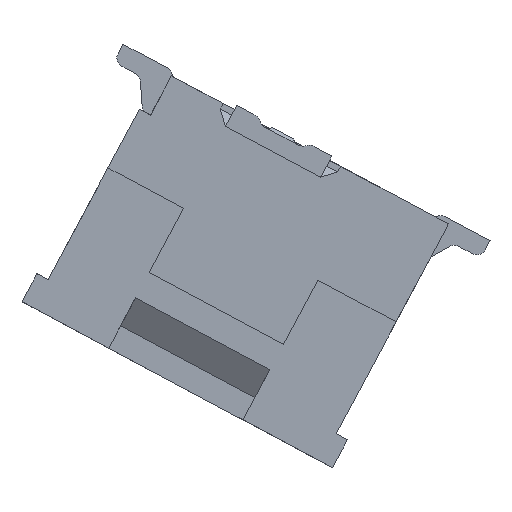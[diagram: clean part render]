
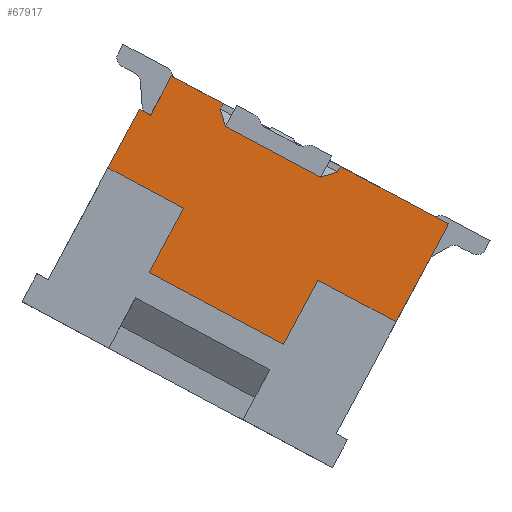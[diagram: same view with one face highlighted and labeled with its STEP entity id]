
A CAD part, front view. The second image highlights one B-rep face of the part: STEP entity #67917.
In plain terms, the highlighted planar face has unit normal (0, -1, 0).
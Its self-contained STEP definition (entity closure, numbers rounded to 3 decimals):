
#212 = VECTOR ( 'NONE', #692, 1000. ) ;
#692 = DIRECTION ( 'NONE',  ( -0.471, 0., -0.882 ) ) ;
#887 = AXIS2_PLACEMENT_3D ( 'NONE', #27389, #89208, #34941 ) ;
#1100 = ORIENTED_EDGE ( 'NONE', *, *, #79951, .F. ) ;
#1122 = LINE ( 'NONE', #30237, #89034 ) ;
#1402 = LINE ( 'NONE', #89043, #212 ) ;
#3866 = CARTESIAN_POINT ( 'NONE',  ( 4.924, -2.2, 0.639 ) ) ;
#4027 = VERTEX_POINT ( 'NONE', #69316 ) ;
#4267 = CARTESIAN_POINT ( 'NONE',  ( 10.331, -2.2, -0.171 ) ) ;
#4717 = VECTOR ( 'NONE', #17236, 1000. ) ;
#4956 = EDGE_CURVE ( 'NONE', #77188, #66396, #62826, .T. ) ;
#4963 = CARTESIAN_POINT ( 'NONE',  ( 6.741, -2.2, 1.652 ) ) ;
#5394 = VERTEX_POINT ( 'NONE', #48267 ) ;
#5817 = ORIENTED_EDGE ( 'NONE', *, *, #25930, .F. ) ;
#7041 = ORIENTED_EDGE ( 'NONE', *, *, #37327, .F. ) ;
#7067 = CARTESIAN_POINT ( 'NONE',  ( 7.689, -2.2, -2.143 ) ) ;
#7097 = VECTOR ( 'NONE', #69509, 1000. ) ;
#7540 = LINE ( 'NONE', #19111, #7097 ) ;
#8499 = EDGE_CURVE ( 'NONE', #20205, #80922, #41362, .T. ) ;
#9260 = DIRECTION ( 'NONE',  ( -0.882, 0., 0.471 ) ) ;
#9641 = VERTEX_POINT ( 'NONE', #10315 ) ;
#9828 = LINE ( 'NONE', #39126, #10857 ) ;
#10315 = CARTESIAN_POINT ( 'NONE',  ( 5.419, -2.2, 1.565 ) ) ;
#10857 = VECTOR ( 'NONE', #40314, 1000. ) ;
#12054 = ORIENTED_EDGE ( 'NONE', *, *, #8499, .F. ) ;
#13224 = LINE ( 'NONE', #56127, #43310 ) ;
#14485 = VERTEX_POINT ( 'NONE', #28962 ) ;
#15511 = DIRECTION ( 'NONE',  ( 0.471, 0., 0.882 ) ) ;
#16750 = VERTEX_POINT ( 'NONE', #27154 ) ;
#17236 = DIRECTION ( 'NONE',  ( -0.471, 0., -0.882 ) ) ;
#17682 = VERTEX_POINT ( 'NONE', #83121 ) ;
#17883 = CARTESIAN_POINT ( 'NONE',  ( 8.232, -2.2, -1.129 ) ) ;
#19111 = CARTESIAN_POINT ( 'NONE',  ( 5.838, -2.2, 2.134 ) ) ;
#19823 = CARTESIAN_POINT ( 'NONE',  ( 5.573, -2.2, -1.012 ) ) ;
#20205 = VERTEX_POINT ( 'NONE', #76265 ) ;
#20477 = PLANE ( 'NONE',  #887 ) ;
#20990 = LINE ( 'NONE', #84101, #21297 ) ;
#21297 = VECTOR ( 'NONE', #43029, 1000. ) ;
#23054 = LINE ( 'NONE', #56790, #82866 ) ;
#25930 = EDGE_CURVE ( 'NONE', #66396, #57531, #44155, .T. ) ;
#26975 = VECTOR ( 'NONE', #78961, 1000. ) ;
#27154 = CARTESIAN_POINT ( 'NONE',  ( 5.926, -2.2, 2.088 ) ) ;
#27389 = CARTESIAN_POINT ( 'NONE',  ( 3.615, -2.2, -1.593 ) ) ;
#28962 = CARTESIAN_POINT ( 'NONE',  ( 6.776, -2.2, 1.293 ) ) ;
#30237 = CARTESIAN_POINT ( 'NONE',  ( 8.598, -2.2, 0.671 ) ) ;
#30855 = ORIENTED_EDGE ( 'NONE', *, *, #83874, .F. ) ;
#32261 = CARTESIAN_POINT ( 'NONE',  ( 8.546, -2.2, 0.574 ) ) ;
#32424 = DIRECTION ( 'NONE',  ( -0.882, 0., 0.471 ) ) ;
#33379 = ORIENTED_EDGE ( 'NONE', *, *, #4956, .F. ) ;
#34385 = VECTOR ( 'NONE', #15511, 1000. ) ;
#34715 = EDGE_CURVE ( 'NONE', #9641, #39325, #20990, .T. ) ;
#34941 = DIRECTION ( 'NONE',  ( 1., 0., 0. ) ) ;
#35165 = EDGE_CURVE ( 'NONE', #40929, #4027, #1122, .T. ) ;
#35917 = EDGE_CURVE ( 'NONE', #16750, #88732, #7540, .T. ) ;
#36226 = CARTESIAN_POINT ( 'NONE',  ( 8.556, -2.2, 0.577 ) ) ;
#37327 = EDGE_CURVE ( 'NONE', #80922, #73963, #23054, .T. ) ;
#37629 = EDGE_CURVE ( 'NONE', #5394, #40929, #86637, .T. ) ;
#38402 = DIRECTION ( 'NONE',  ( -0.471, 0., -0.882 ) ) ;
#38890 = ORIENTED_EDGE ( 'NONE', *, *, #35165, .F. ) ;
#39040 = CARTESIAN_POINT ( 'NONE',  ( 5.838, -2.2, 2.134 ) ) ;
#39126 = CARTESIAN_POINT ( 'NONE',  ( 7.732, -2.2, -2.166 ) ) ;
#39325 = VERTEX_POINT ( 'NONE', #78777 ) ;
#40314 = DIRECTION ( 'NONE',  ( -0.882, 0., 0.471 ) ) ;
#40362 = LINE ( 'NONE', #39040, #70240 ) ;
#40929 = VERTEX_POINT ( 'NONE', #32261 ) ;
#41264 = DIRECTION ( 'NONE',  ( 0.29, 0., -0.957 ) ) ;
#41362 = LINE ( 'NONE', #45654, #43420 ) ;
#42354 = ORIENTED_EDGE ( 'NONE', *, *, #53576, .F. ) ;
#43029 = DIRECTION ( 'NONE',  ( 0.882, 0., -0.471 ) ) ;
#43310 = VECTOR ( 'NONE', #41264, 1000. ) ;
#43420 = VECTOR ( 'NONE', #32424, 1000. ) ;
#44155 = LINE ( 'NONE', #70488, #45889 ) ;
#45654 = CARTESIAN_POINT ( 'NONE',  ( 9.491, -2.2, -1.802 ) ) ;
#45790 = ORIENTED_EDGE ( 'NONE', *, *, #37629, .F. ) ;
#45889 = VECTOR ( 'NONE', #9260, 1000. ) ;
#47174 = CARTESIAN_POINT ( 'NONE',  ( 6.694, -2.2, 1.564 ) ) ;
#47397 = DIRECTION ( 'NONE',  ( 0.882, 0., -0.471 ) ) ;
#48267 = CARTESIAN_POINT ( 'NONE',  ( 8.276, -2.2, 0.492 ) ) ;
#49461 = EDGE_CURVE ( 'NONE', #73963, #77188, #9828, .T. ) ;
#51087 = DIRECTION ( 'NONE',  ( 0.471, 0., 0.882 ) ) ;
#52779 = ORIENTED_EDGE ( 'NONE', *, *, #49461, .F. ) ;
#53576 = EDGE_CURVE ( 'NONE', #14485, #5394, #80784, .T. ) ;
#56127 = CARTESIAN_POINT ( 'NONE',  ( 6.779, -2.2, 1.283 ) ) ;
#56790 = CARTESIAN_POINT ( 'NONE',  ( 8.242, -2.2, -1.109 ) ) ;
#57373 = DIRECTION ( 'NONE',  ( -0.471, 0., -0.882 ) ) ;
#57531 = VERTEX_POINT ( 'NONE', #3866 ) ;
#57552 = LINE ( 'NONE', #73913, #58737 ) ;
#58737 = VECTOR ( 'NONE', #72724, 1000. ) ;
#60543 = FACE_OUTER_BOUND ( 'NONE', #82031, .T. ) ;
#62657 = EDGE_CURVE ( 'NONE', #4027, #17682, #40362, .T. ) ;
#62826 = LINE ( 'NONE', #84407, #34385 ) ;
#62831 = ORIENTED_EDGE ( 'NONE', *, *, #34715, .F. ) ;
#63090 = LINE ( 'NONE', #80359, #4717 ) ;
#66396 = VERTEX_POINT ( 'NONE', #86888 ) ;
#66680 = LINE ( 'NONE', #4267, #68184 ) ;
#66744 = DIRECTION ( 'NONE',  ( 0.882, 0., -0.471 ) ) ;
#67003 = ORIENTED_EDGE ( 'NONE', *, *, #83335, .F. ) ;
#67315 = ORIENTED_EDGE ( 'NONE', *, *, #62657, .F. ) ;
#67917 = ADVANCED_FACE ( 'NONE', ( #60543 ), #20477, .F. ) ;
#68184 = VECTOR ( 'NONE', #38402, 1000. ) ;
#68277 = VERTEX_POINT ( 'NONE', #47174 ) ;
#68774 = ORIENTED_EDGE ( 'NONE', *, *, #85953, .T. ) ;
#69316 = CARTESIAN_POINT ( 'NONE',  ( 8.593, -2.2, 0.662 ) ) ;
#69509 = DIRECTION ( 'NONE',  ( 0.882, 0., -0.471 ) ) ;
#70240 = VECTOR ( 'NONE', #66744, 1000. ) ;
#70488 = CARTESIAN_POINT ( 'NONE',  ( 6.139, -2.2, -0.01 ) ) ;
#72724 = DIRECTION ( 'NONE',  ( 0.471, 0., 0.882 ) ) ;
#73913 = CARTESIAN_POINT ( 'NONE',  ( 5.589, -2.2, 1.458 ) ) ;
#73963 = VERTEX_POINT ( 'NONE', #7067 ) ;
#74577 = ORIENTED_EDGE ( 'NONE', *, *, #35917, .F. ) ;
#76265 = CARTESIAN_POINT ( 'NONE',  ( 9.466, -2.2, -1.789 ) ) ;
#77188 = VERTEX_POINT ( 'NONE', #19823 ) ;
#78777 = CARTESIAN_POINT ( 'NONE',  ( 5.596, -2.2, 1.47 ) ) ;
#78961 = DIRECTION ( 'NONE',  ( 0.957, 0., 0.29 ) ) ;
#79951 = EDGE_CURVE ( 'NONE', #39325, #16750, #57552, .T. ) ;
#80359 = CARTESIAN_POINT ( 'NONE',  ( 3.706, -2.2, -1.641 ) ) ;
#80784 = LINE ( 'NONE', #80967, #82022 ) ;
#80922 = VERTEX_POINT ( 'NONE', #17883 ) ;
#80967 = CARTESIAN_POINT ( 'NONE',  ( 8.306, -2.2, 0.476 ) ) ;
#82022 = VECTOR ( 'NONE', #47397, 1000. ) ;
#82031 = EDGE_LOOP ( 'NONE', ( #1100, #62831, #68774, #5817, #33379, #52779, #7041, #12054, #67003, #67315, #38890, #45790, #42354, #30855, #87375, #74577 ) ) ;
#82866 = VECTOR ( 'NONE', #57373, 1000. ) ;
#83121 = CARTESIAN_POINT ( 'NONE',  ( 10.291, -2.2, -0.246 ) ) ;
#83335 = EDGE_CURVE ( 'NONE', #17682, #20205, #66680, .T. ) ;
#83874 = EDGE_CURVE ( 'NONE', #68277, #14485, #13224, .T. ) ;
#84101 = CARTESIAN_POINT ( 'NONE',  ( 5.328, -2.2, 1.613 ) ) ;
#84407 = CARTESIAN_POINT ( 'NONE',  ( 5.562, -2.2, -1.032 ) ) ;
#85953 = EDGE_CURVE ( 'NONE', #9641, #57531, #63090, .T. ) ;
#86020 = EDGE_CURVE ( 'NONE', #88732, #68277, #1402, .T. ) ;
#86637 = LINE ( 'NONE', #36226, #26975 ) ;
#86888 = CARTESIAN_POINT ( 'NONE',  ( 6.115, -2.2, 0.002 ) ) ;
#87375 = ORIENTED_EDGE ( 'NONE', *, *, #86020, .F. ) ;
#88732 = VERTEX_POINT ( 'NONE', #4963 ) ;
#89034 = VECTOR ( 'NONE', #51087, 1000. ) ;
#89043 = CARTESIAN_POINT ( 'NONE',  ( 6.689, -2.2, 1.554 ) ) ;
#89208 = DIRECTION ( 'NONE',  ( 0., 1., 0. ) ) ;
